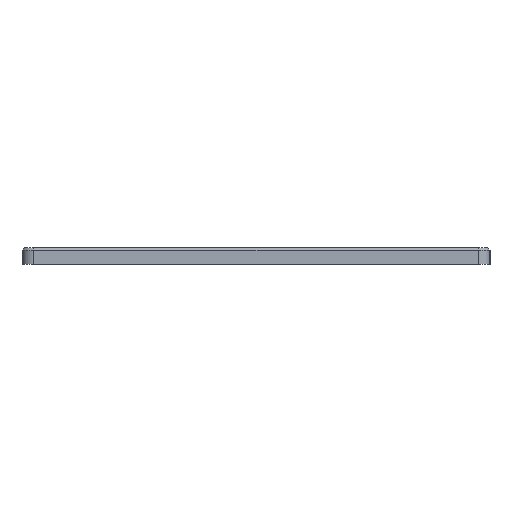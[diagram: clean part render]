
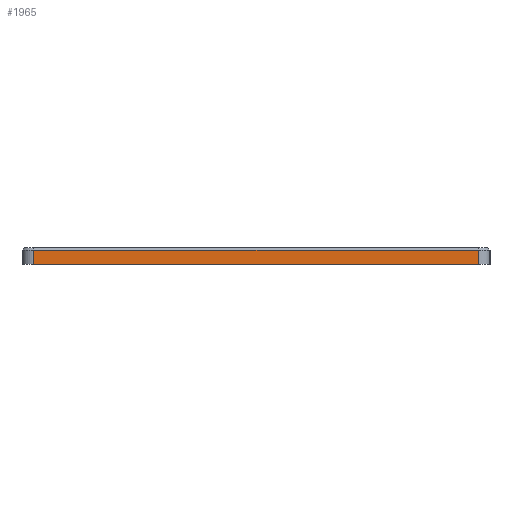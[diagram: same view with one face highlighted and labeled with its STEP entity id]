
A CAD part, left-side view. The second image highlights one B-rep face of the part: STEP entity #1965.
In plain terms, the highlighted planar face has unit normal (-1, 0, 0).
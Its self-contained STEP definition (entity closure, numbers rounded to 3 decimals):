
#61 = EDGE_CURVE('',#62,#64,#66,.T.);
#62 = VERTEX_POINT('',#63);
#63 = CARTESIAN_POINT('',(-205.,95.,0.));
#64 = VERTEX_POINT('',#65);
#65 = CARTESIAN_POINT('',(-205.,95.,6.));
#66 = LINE('',#67,#68);
#67 = CARTESIAN_POINT('',(-205.,95.,0.));
#68 = VECTOR('',#69,1.);
#69 = DIRECTION('',(0.,0.,1.));
#127 = EDGE_CURVE('',#128,#62,#130,.T.);
#128 = VERTEX_POINT('',#129);
#129 = CARTESIAN_POINT('',(-205.,-95.,0.));
#130 = LINE('',#131,#132);
#131 = CARTESIAN_POINT('',(-205.,-100.,0.));
#132 = VECTOR('',#133,1.);
#133 = DIRECTION('',(0.,1.,0.));
#1965 = ADVANCED_FACE('',(#1966),#1984,.T.);
#1966 = FACE_BOUND('',#1967,.T.);
#1967 = EDGE_LOOP('',(#1968,#1976,#1982,#1983));
#1968 = ORIENTED_EDGE('',*,*,#1969,.T.);
#1969 = EDGE_CURVE('',#128,#1970,#1972,.T.);
#1970 = VERTEX_POINT('',#1971);
#1971 = CARTESIAN_POINT('',(-205.,-95.,6.));
#1972 = LINE('',#1973,#1974);
#1973 = CARTESIAN_POINT('',(-205.,-95.,0.));
#1974 = VECTOR('',#1975,1.);
#1975 = DIRECTION('',(0.,0.,1.));
#1976 = ORIENTED_EDGE('',*,*,#1977,.T.);
#1977 = EDGE_CURVE('',#1970,#64,#1978,.T.);
#1978 = LINE('',#1979,#1980);
#1979 = CARTESIAN_POINT('',(-205.,-95.,6.));
#1980 = VECTOR('',#1981,1.);
#1981 = DIRECTION('',(0.,1.,0.));
#1982 = ORIENTED_EDGE('',*,*,#61,.F.);
#1983 = ORIENTED_EDGE('',*,*,#127,.F.);
#1984 = PLANE('',#1985);
#1985 = AXIS2_PLACEMENT_3D('',#1986,#1987,#1988);
#1986 = CARTESIAN_POINT('',(-205.,-100.,0.));
#1987 = DIRECTION('',(-1.,0.,0.));
#1988 = DIRECTION('',(0.,1.,0.));
